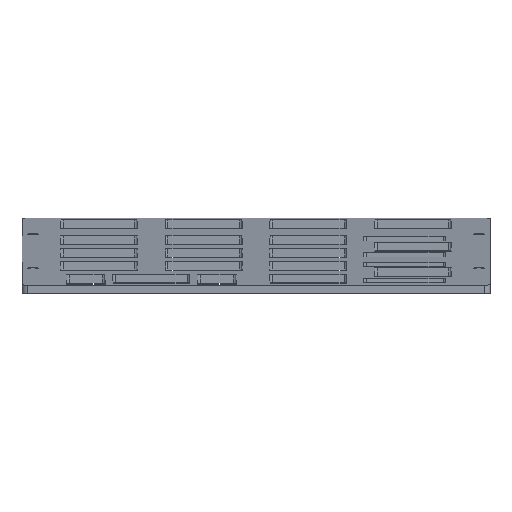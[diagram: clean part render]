
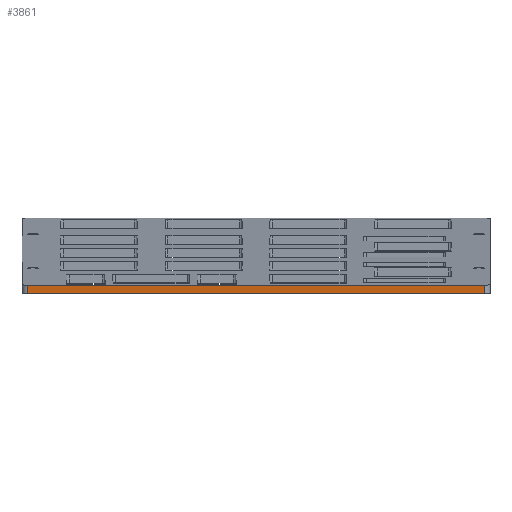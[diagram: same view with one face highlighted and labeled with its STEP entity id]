
A CAD part, front view. The second image highlights one B-rep face of the part: STEP entity #3861.
In plain terms, the highlighted planar face has unit normal (0, -0.993, -0.122).
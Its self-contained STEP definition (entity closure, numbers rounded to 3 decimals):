
#73=PLANE('',#4181);
#179=FACE_OUTER_BOUND('',#404,.T.);
#404=EDGE_LOOP('',(#2813,#2814,#2815,#2816));
#621=LINE('',#5675,#1009);
#626=LINE('',#5687,#1014);
#727=LINE('',#6084,#1115);
#728=LINE('',#6086,#1116);
#1009=VECTOR('',#4493,10.);
#1014=VECTOR('',#4504,10.);
#1115=VECTOR('',#4811,10.);
#1116=VECTOR('',#4814,10.);
#1602=VERTEX_POINT('',#5672);
#1603=VERTEX_POINT('',#5674);
#1607=VERTEX_POINT('',#5686);
#1800=VERTEX_POINT('',#6082);
#1998=EDGE_CURVE('',#1602,#1603,#621,.T.);
#2004=EDGE_CURVE('',#1603,#1607,#626,.T.);
#2203=EDGE_CURVE('',#1607,#1800,#727,.T.);
#2204=EDGE_CURVE('',#1602,#1800,#728,.T.);
#2813=ORIENTED_EDGE('',*,*,#1998,.F.);
#2814=ORIENTED_EDGE('',*,*,#2204,.T.);
#2815=ORIENTED_EDGE('',*,*,#2203,.F.);
#2816=ORIENTED_EDGE('',*,*,#2004,.F.);
#3861=ADVANCED_FACE('',(#179),#73,.T.);
#4181=AXIS2_PLACEMENT_3D('',#6085,#4812,#4813);
#4493=DIRECTION('',(0.,-0.122,0.993));
#4504=DIRECTION('',(1.,0.,0.));
#4811=DIRECTION('',(0.,0.122,-0.993));
#4812=DIRECTION('center_axis',(0.,-0.993,-0.122));
#4813=DIRECTION('ref_axis',(0.,0.122,-0.993));
#4814=DIRECTION('',(1.,0.,0.));
#5672=CARTESIAN_POINT('',(-3.5,-101.437,8.292));
#5674=CARTESIAN_POINT('',(-3.5,-101.632,9.88));
#5675=CARTESIAN_POINT('',(-3.5,-101.535,9.086));
#5686=CARTESIAN_POINT('',(79.7,-101.632,9.88));
#5687=CARTESIAN_POINT('',(76.2,-101.632,9.88));
#6082=CARTESIAN_POINT('',(79.7,-101.437,8.292));
#6084=CARTESIAN_POINT('',(79.7,-101.583,9.483));
#6085=CARTESIAN_POINT('Origin',(76.2,-101.632,9.88));
#6086=CARTESIAN_POINT('',(0.,-101.437,8.292));
